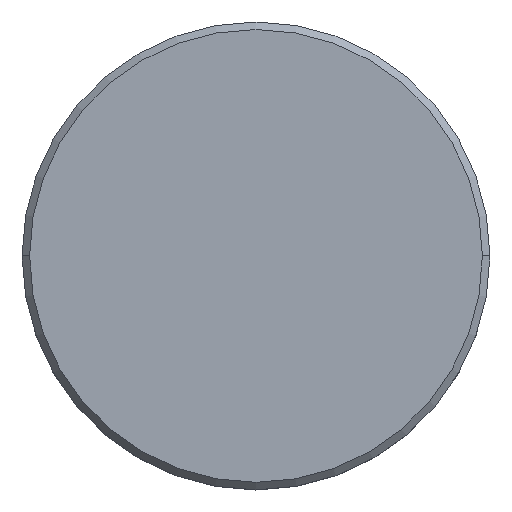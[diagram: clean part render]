
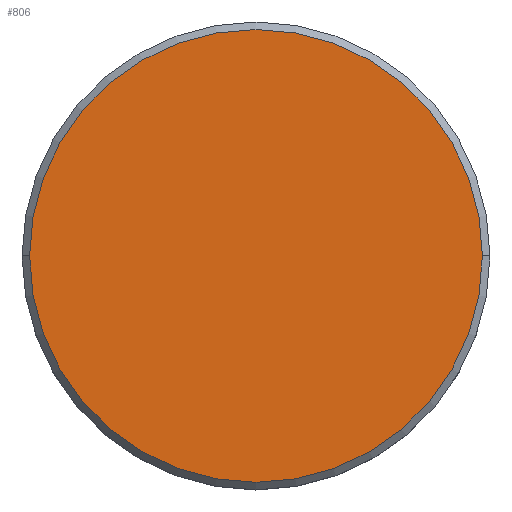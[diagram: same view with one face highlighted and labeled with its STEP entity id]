
A CAD part, top view. The second image highlights one B-rep face of the part: STEP entity #806.
In plain terms, the highlighted planar face has unit normal (0, 0, 1).
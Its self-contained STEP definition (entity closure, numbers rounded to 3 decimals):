
#38 = AXIS2_PLACEMENT_3D ( 'NONE', #964, #976, #1164 ) ;
#47 = EDGE_LOOP ( 'NONE', ( #77, #175 ) ) ;
#77 = ORIENTED_EDGE ( 'NONE', *, *, #664, .T. ) ;
#99 = VERTEX_POINT ( 'NONE', #306 ) ;
#175 = ORIENTED_EDGE ( 'NONE', *, *, #390, .T. ) ;
#200 = CIRCLE ( 'NONE', #890, 15. ) ;
#217 = PLANE ( 'NONE',  #38 ) ;
#306 = CARTESIAN_POINT ( 'NONE',  ( -15., 0., 0. ) ) ;
#354 = VERTEX_POINT ( 'NONE', #710 ) ;
#390 = EDGE_CURVE ( 'NONE', #354, #99, #1095, .T. ) ;
#495 = CARTESIAN_POINT ( 'NONE',  ( 0., 0., 0. ) ) ;
#572 = DIRECTION ( 'NONE',  ( 0., 0., 1. ) ) ;
#574 = AXIS2_PLACEMENT_3D ( 'NONE', #723, #1070, #1088 ) ;
#664 = EDGE_CURVE ( 'NONE', #99, #354, #200, .T. ) ;
#710 = CARTESIAN_POINT ( 'NONE',  ( 15., 0., 0. ) ) ;
#723 = CARTESIAN_POINT ( 'NONE',  ( 0., 0., 0. ) ) ;
#806 = ADVANCED_FACE ( 'NONE', ( #1052 ), #217, .T. ) ;
#864 = DIRECTION ( 'NONE',  ( 1., 0., 0. ) ) ;
#890 = AXIS2_PLACEMENT_3D ( 'NONE', #495, #572, #864 ) ;
#964 = CARTESIAN_POINT ( 'NONE',  ( 0., 0., 0. ) ) ;
#976 = DIRECTION ( 'NONE',  ( 0., 0., 1. ) ) ;
#1052 = FACE_OUTER_BOUND ( 'NONE', #47, .T. ) ;
#1070 = DIRECTION ( 'NONE',  ( 0., 0., 1. ) ) ;
#1088 = DIRECTION ( 'NONE',  ( 1., 0., 0. ) ) ;
#1095 = CIRCLE ( 'NONE', #574, 15. ) ;
#1164 = DIRECTION ( 'NONE',  ( 1., 0., 0. ) ) ;
